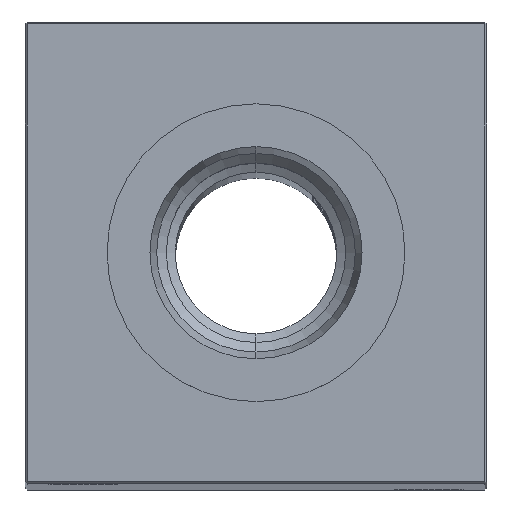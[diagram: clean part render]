
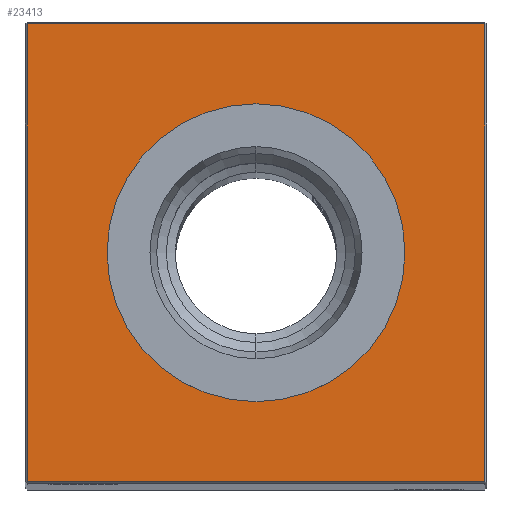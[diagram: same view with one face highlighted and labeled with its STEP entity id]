
A CAD part, top view. The second image highlights one B-rep face of the part: STEP entity #23413.
In plain terms, the highlighted planar face has unit normal (0, 0, 1).
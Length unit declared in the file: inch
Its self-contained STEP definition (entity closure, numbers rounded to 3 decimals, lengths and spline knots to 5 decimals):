
#14 = EDGE_CURVE ( 'NONE', #16438, #9915, #6247, .T. ) ;
#369 = ORIENTED_EDGE ( 'NONE', *, *, #14, .T. ) ;
#1804 = DIRECTION ( 'NONE',  ( -1., 0., 0. ) ) ;
#3472 = ORIENTED_EDGE ( 'NONE', *, *, #16434, .T. ) ;
#4563 = ORIENTED_EDGE ( 'NONE', *, *, #21184, .T. ) ;
#4775 = CIRCLE ( 'NONE', #12591, 0.80709 ) ;
#5100 = DIRECTION ( 'NONE',  ( -1., 0., 0. ) ) ;
#5290 = EDGE_CURVE ( 'NONE', #9915, #16438, #4775, .T. ) ;
#5744 = ORIENTED_EDGE ( 'NONE', *, *, #19393, .T. ) ;
#5918 = VECTOR ( 'NONE', #13684, 39.37008 ) ;
#5994 = CARTESIAN_POINT ( 'NONE',  ( 0., 0., 20.5 ) ) ;
#6247 = CIRCLE ( 'NONE', #6712, 0.80709 ) ;
#6712 = AXIS2_PLACEMENT_3D ( 'NONE', #8767, #11050, #5100 ) ;
#6919 = AXIS2_PLACEMENT_3D ( 'NONE', #19816, #26708, #15780 ) ;
#7045 = EDGE_CURVE ( 'NONE', #26424, #24876, #13432, .T. ) ;
#7159 = FACE_BOUND ( 'NONE', #13025, .T. ) ;
#7912 = CARTESIAN_POINT ( 'NONE',  ( 1.24, -1.24, 20.5 ) ) ;
#8767 = CARTESIAN_POINT ( 'NONE',  ( 0., 0., 20.5 ) ) ;
#9346 = EDGE_LOOP ( 'NONE', ( #4563, #3472, #5744, #15231 ) ) ;
#9915 = VERTEX_POINT ( 'NONE', #18057 ) ;
#10128 = CARTESIAN_POINT ( 'NONE',  ( 0., -1.24, 20.5 ) ) ;
#10688 = CARTESIAN_POINT ( 'NONE',  ( 0., -0.80709, 20.5 ) ) ;
#11050 = DIRECTION ( 'NONE',  ( 0., 0., -1. ) ) ;
#11121 = LINE ( 'NONE', #15434, #5918 ) ;
#11706 = VERTEX_POINT ( 'NONE', #7912 ) ;
#11781 = DIRECTION ( 'NONE',  ( 0., 1., 0. ) ) ;
#12028 = CARTESIAN_POINT ( 'NONE',  ( -1.24, -1.24, 20.5 ) ) ;
#12591 = AXIS2_PLACEMENT_3D ( 'NONE', #5994, #12608, #1804 ) ;
#12608 = DIRECTION ( 'NONE',  ( 0., 0., -1. ) ) ;
#13025 = EDGE_LOOP ( 'NONE', ( #26849, #369 ) ) ;
#13432 = LINE ( 'NONE', #24362, #25340 ) ;
#13684 = DIRECTION ( 'NONE',  ( 0., -1., 0. ) ) ;
#15082 = VECTOR ( 'NONE', #11781, 39.37008 ) ;
#15231 = ORIENTED_EDGE ( 'NONE', *, *, #7045, .T. ) ;
#15434 = CARTESIAN_POINT ( 'NONE',  ( -1.24, 0., 20.5 ) ) ;
#15780 = DIRECTION ( 'NONE',  ( -1., 0., 0. ) ) ;
#16103 = LINE ( 'NONE', #22722, #15082 ) ;
#16434 = EDGE_CURVE ( 'NONE', #16887, #11706, #21045, .T. ) ;
#16438 = VERTEX_POINT ( 'NONE', #10688 ) ;
#16536 = CARTESIAN_POINT ( 'NONE',  ( -1.24, 1.24, 20.5 ) ) ;
#16887 = VERTEX_POINT ( 'NONE', #12028 ) ;
#17930 = PLANE ( 'NONE',  #6919 ) ;
#18057 = CARTESIAN_POINT ( 'NONE',  ( 0., 0.80709, 20.5 ) ) ;
#18077 = FACE_OUTER_BOUND ( 'NONE', #9346, .T. ) ;
#18889 = DIRECTION ( 'NONE',  ( 1., 0., 0. ) ) ;
#19393 = EDGE_CURVE ( 'NONE', #11706, #26424, #16103, .T. ) ;
#19816 = CARTESIAN_POINT ( 'NONE',  ( 0., 0., 20.5 ) ) ;
#21045 = LINE ( 'NONE', #10128, #26323 ) ;
#21184 = EDGE_CURVE ( 'NONE', #24876, #16887, #11121, .T. ) ;
#22722 = CARTESIAN_POINT ( 'NONE',  ( 1.24, 0., 20.5 ) ) ;
#23413 = ADVANCED_FACE ( 'NONE', ( #18077, #7159 ), #17930, .F. ) ;
#24258 = CARTESIAN_POINT ( 'NONE',  ( 1.24, 1.24, 20.5 ) ) ;
#24362 = CARTESIAN_POINT ( 'NONE',  ( 0., 1.24, 20.5 ) ) ;
#24787 = DIRECTION ( 'NONE',  ( -1., 0., 0. ) ) ;
#24876 = VERTEX_POINT ( 'NONE', #16536 ) ;
#25340 = VECTOR ( 'NONE', #24787, 39.37008 ) ;
#26323 = VECTOR ( 'NONE', #18889, 39.37008 ) ;
#26424 = VERTEX_POINT ( 'NONE', #24258 ) ;
#26708 = DIRECTION ( 'NONE',  ( 0., 0., -1. ) ) ;
#26849 = ORIENTED_EDGE ( 'NONE', *, *, #5290, .T. ) ;
